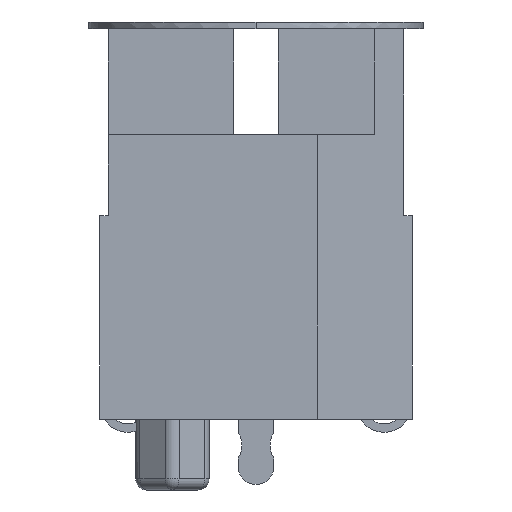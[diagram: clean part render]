
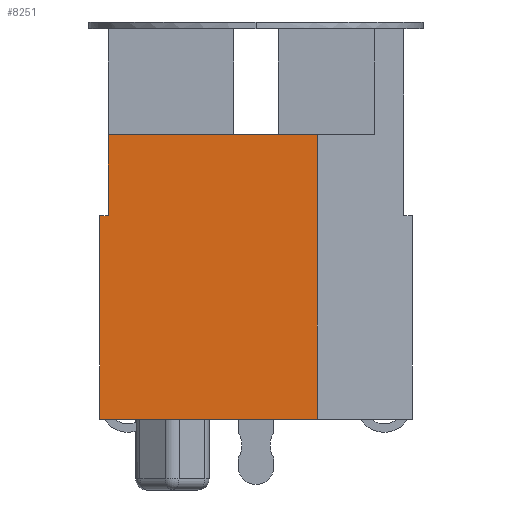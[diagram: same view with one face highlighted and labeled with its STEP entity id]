
A CAD part, left-side view. The second image highlights one B-rep face of the part: STEP entity #8251.
In plain terms, the highlighted planar face has unit normal (-1, 0, 0).
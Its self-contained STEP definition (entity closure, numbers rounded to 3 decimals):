
#6525 = VERTEX_POINT ( 'NONE', #14046 ) ;
#6533 = VERTEX_POINT ( 'NONE', #14100 ) ;
#6543 = EDGE_CURVE ( 'NONE', #6533, #6525, #14138, .T. ) ;
#7543 = VERTEX_POINT ( 'NONE', #15899 ) ;
#7546 = EDGE_CURVE ( 'NONE', #6533, #7543, #15832, .T. ) ;
#8161 = ORIENTED_EDGE ( 'NONE', *, *, #7546, .F. ) ;
#8251 = ADVANCED_FACE ( 'NONE', ( #17052 ), #17095, .T. ) ;
#8252 = EDGE_CURVE ( 'NONE', #8281, #8282, #17094, .T. ) ;
#8253 = EDGE_CURVE ( 'NONE', #8282, #8267, #17089, .T. ) ;
#8254 = ORIENTED_EDGE ( 'NONE', *, *, #8255, .F. ) ;
#8255 = EDGE_CURVE ( 'NONE', #7543, #8281, #17084, .T. ) ;
#8263 = ORIENTED_EDGE ( 'NONE', *, *, #8252, .F. ) ;
#8264 = EDGE_LOOP ( 'NONE', ( #8289, #8263, #8254, #8161, #8322, #8325 ) ) ;
#8267 = VERTEX_POINT ( 'NONE', #17082 ) ;
#8281 = VERTEX_POINT ( 'NONE', #17164 ) ;
#8282 = VERTEX_POINT ( 'NONE', #17103 ) ;
#8289 = ORIENTED_EDGE ( 'NONE', *, *, #8253, .F. ) ;
#8322 = ORIENTED_EDGE ( 'NONE', *, *, #6543, .T. ) ;
#8325 = ORIENTED_EDGE ( 'NONE', *, *, #8327, .T. ) ;
#8327 = EDGE_CURVE ( 'NONE', #6525, #8267, #17228, .T. ) ;
#14046 = CARTESIAN_POINT ( 'NONE',  ( -7.75, -1.1, -7. ) ) ;
#14100 = CARTESIAN_POINT ( 'NONE',  ( -7.75, 2.8, -7. ) ) ;
#14135 = DIRECTION ( 'NONE',  ( 0., -1., 0. ) ) ;
#14136 = VECTOR ( 'NONE', #14135, 1000. ) ;
#14137 = CARTESIAN_POINT ( 'NONE',  ( -7.75, 2.8, -7. ) ) ;
#14138 = LINE ( 'NONE', #14137, #14136 ) ;
#15829 = DIRECTION ( 'NONE',  ( 0., 0., 1. ) ) ;
#15830 = VECTOR ( 'NONE', #15829, 1000. ) ;
#15831 = CARTESIAN_POINT ( 'NONE',  ( -7.75, 2.8, -7. ) ) ;
#15832 = LINE ( 'NONE', #15831, #15830 ) ;
#15899 = CARTESIAN_POINT ( 'NONE',  ( -7.75, 2.8, -3.35 ) ) ;
#17052 = FACE_OUTER_BOUND ( 'NONE', #8264, .T. ) ;
#17057 = AXIS2_PLACEMENT_3D ( 'NONE', #17102, #17058, #17093 ) ;
#17058 = DIRECTION ( 'NONE',  ( -1., 0., 0. ) ) ;
#17079 = DIRECTION ( 'NONE',  ( 0., -1., 0. ) ) ;
#17080 = VECTOR ( 'NONE', #17079, 1000. ) ;
#17082 = CARTESIAN_POINT ( 'NONE',  ( -7.75, -1.1, -1.9 ) ) ;
#17083 = CARTESIAN_POINT ( 'NONE',  ( -7.75, 2.8, -3.35 ) ) ;
#17084 = LINE ( 'NONE', #17083, #17080 ) ;
#17086 = DIRECTION ( 'NONE',  ( 0., -1., 0. ) ) ;
#17087 = VECTOR ( 'NONE', #17086, 1000. ) ;
#17088 = CARTESIAN_POINT ( 'NONE',  ( -7.75, 2.8, -1.9 ) ) ;
#17089 = LINE ( 'NONE', #17088, #17087 ) ;
#17091 = DIRECTION ( 'NONE',  ( 0., 0., 1. ) ) ;
#17092 = VECTOR ( 'NONE', #17091, 1000. ) ;
#17093 = DIRECTION ( 'NONE',  ( 0., 0., 1. ) ) ;
#17094 = LINE ( 'NONE', #17101, #17092 ) ;
#17095 = PLANE ( 'NONE',  #17057 ) ;
#17101 = CARTESIAN_POINT ( 'NONE',  ( -7.75, 2.65, -3.35 ) ) ;
#17102 = CARTESIAN_POINT ( 'NONE',  ( -7.75, 2.8, -7. ) ) ;
#17103 = CARTESIAN_POINT ( 'NONE',  ( -7.75, 2.65, -1.9 ) ) ;
#17164 = CARTESIAN_POINT ( 'NONE',  ( -7.75, 2.65, -3.35 ) ) ;
#17225 = DIRECTION ( 'NONE',  ( 0., 0., 1. ) ) ;
#17226 = VECTOR ( 'NONE', #17225, 1000. ) ;
#17227 = CARTESIAN_POINT ( 'NONE',  ( -7.75, -1.1, -7. ) ) ;
#17228 = LINE ( 'NONE', #17227, #17226 ) ;
